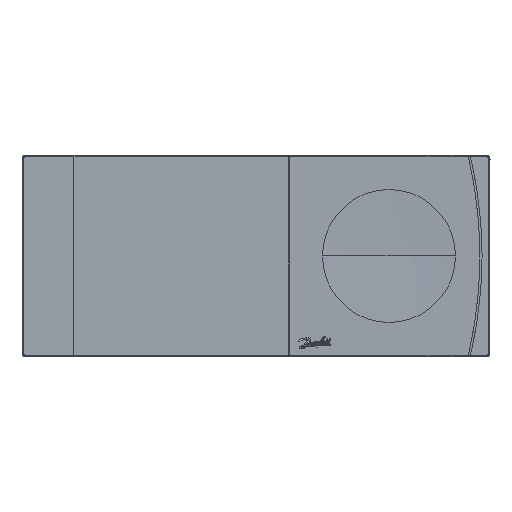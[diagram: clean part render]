
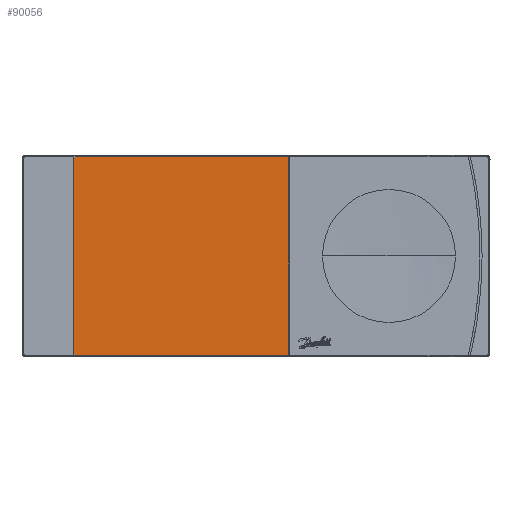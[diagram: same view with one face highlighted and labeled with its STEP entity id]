
A CAD part, top view. The second image highlights one B-rep face of the part: STEP entity #90056.
In plain terms, the highlighted planar face has unit normal (0, 0, 1).
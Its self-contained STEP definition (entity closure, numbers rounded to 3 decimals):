
#89786=DIRECTION('',(0.,-1.,0.));
#89787=VECTOR('',#89786,65.8);
#89788=CARTESIAN_POINT('',(-35.5,32.9,1.));
#89789=LINE('',#89788,#89787);
#89790=DIRECTION('',(1.,0.,0.));
#89791=VECTOR('',#89790,71.);
#89792=CARTESIAN_POINT('',(-35.5,-32.9,1.));
#89793=LINE('',#89792,#89791);
#89798=DIRECTION('',(0.,1.,0.));
#89799=VECTOR('',#89798,65.8);
#89800=CARTESIAN_POINT('',(35.5,-32.9,1.));
#89801=LINE('',#89800,#89799);
#89810=DIRECTION('',(-1.,0.,0.));
#89811=VECTOR('',#89810,71.);
#89812=CARTESIAN_POINT('',(35.5,32.9,1.));
#89813=LINE('',#89812,#89811);
#89926=CARTESIAN_POINT('',(-35.5,-32.9,1.));
#89928=VERTEX_POINT('',#89926);
#89932=CARTESIAN_POINT('',(-35.5,32.9,1.));
#89933=VERTEX_POINT('',#89932);
#89935=CARTESIAN_POINT('',(35.5,-32.9,1.));
#89937=VERTEX_POINT('',#89935);
#89938=CARTESIAN_POINT('',(35.5,32.9,1.));
#89939=VERTEX_POINT('',#89938);
#90044=CARTESIAN_POINT('',(0.,0.,1.));
#90045=DIRECTION('',(0.,0.,1.));
#90046=DIRECTION('',(1.,0.,0.));
#90047=AXIS2_PLACEMENT_3D('',#90044,#90045,#90046);
#90048=PLANE('',#90047);
#90049=ORIENTED_EDGE('',*,*,#90021,.F.);
#90050=ORIENTED_EDGE('',*,*,#90006,.F.);
#90052=ORIENTED_EDGE('',*,*,#90051,.F.);
#90053=ORIENTED_EDGE('',*,*,#90032,.F.);
#90054=EDGE_LOOP('',(#90049,#90050,#90052,#90053));
#90055=FACE_OUTER_BOUND('',#90054,.F.);
#90056=ADVANCED_FACE('',(#90055),#90048,.T.);
#90006=EDGE_CURVE('',#89933,#89928,#89789,.T.);
#90021=EDGE_CURVE('',#89928,#89937,#89793,.T.);
#90032=EDGE_CURVE('',#89937,#89939,#89801,.T.);
#90051=EDGE_CURVE('',#89939,#89933,#89813,.T.);
